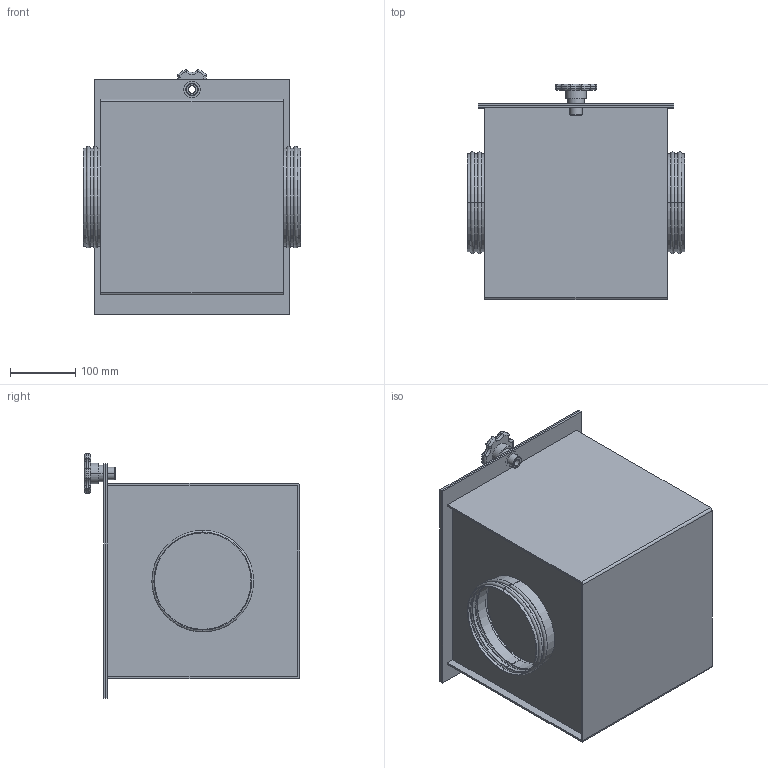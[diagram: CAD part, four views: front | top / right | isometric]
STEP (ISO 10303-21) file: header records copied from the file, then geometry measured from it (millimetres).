
FILE_DESCRIPTION (( 'STEP AP214' ), '1' );
FILE_NAME ('TFE_15-7_Luftfilter.STEP', '2009-01-25T10:22:03', ( 'Wolfgang Schmidt' ), ( 'WS-KO' ), 'SwSTEP 2.0', 'SolidWorks 2008', '' );
FILE_SCHEMA (( 'AUTOMOTIVE_DESIGN' ));
Length unit declared in the file: millimetre
Products named in the file (1): TFE_15-7_Luftfilter
Bounding box: 334 x 330 x 375.7 mm (x, y, z)
Volume: 2435471.7 mm3; surface area: 1691234.8 mm2
Topology: 6 solids, 6 shells, 172 faces, 391 edges, 236 vertices
Faces by surface type: cylinder 63, plane 61, torus 46, cone 2
Entity records: 5529 total; most frequent: CARTESIAN_POINT 1208, DIRECTION 899, ORIENTED_EDGE 782, EDGE_CURVE 391, AXIS2_PLACEMENT_3D 359, VERTEX_POINT 236, EDGE_LOOP 191, CIRCLE 186
